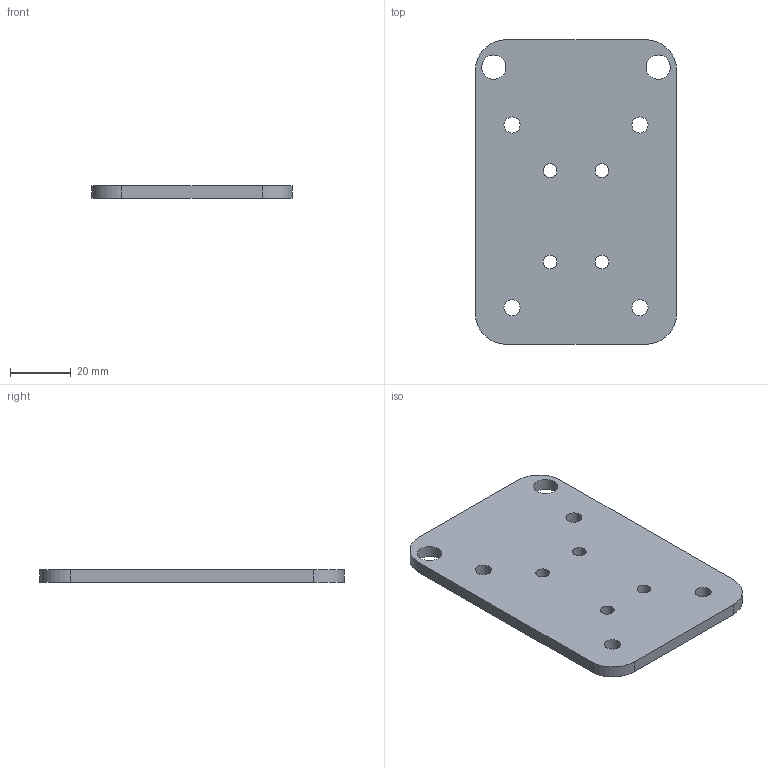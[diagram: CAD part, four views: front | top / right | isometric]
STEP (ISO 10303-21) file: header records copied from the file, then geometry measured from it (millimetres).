
FILE_DESCRIPTION(/* description */ (''),/* implementation_level */ '2;1');
FILE_NAME(/* name */ 'Laser Carriage - Laser Side.step',/* time_stamp */ '2023-05-02T22:51:58-06:00',/* author */ (''),/* organization */ (''),/* preprocessor_version */ 'ST-DEVELOPER v19.2',/* originating_system */ 'Autodesk Translation Framework v12.4.0.73',/* authorisation */ '');
FILE_SCHEMA (('AUTOMOTIVE_DESIGN { 1 0 10303 214 3 1 1 }'));
Length unit declared in the file: millimetre
Products named in the file (2): Laser Carriage - Laser Side; Laser Carriage - Laser Side_1
Assembly tree (1 placements, depth 2):
  Laser Carriage - Laser Side
    Laser Carriage - Laser Side_1
Bounding box: 66 x 100 x 4 mm (x, y, z)
Volume: 25047.1 mm3; surface area: 14476.5 mm2
Topology: 1 solids, 1 shells, 20 faces, 54 edges, 36 vertices
Faces by surface type: cylinder 14, plane 6
Full cylindrical faces by diameter (mm): 4.5 x4, 5.3 x4, 8 x2
Entity records: 739 total; most frequent: DIRECTION 128, CARTESIAN_POINT 113, ORIENTED_EDGE 108, EDGE_CURVE 54, AXIS2_PLACEMENT_3D 51, EDGE_LOOP 40, VERTEX_POINT 36, CIRCLE 28
